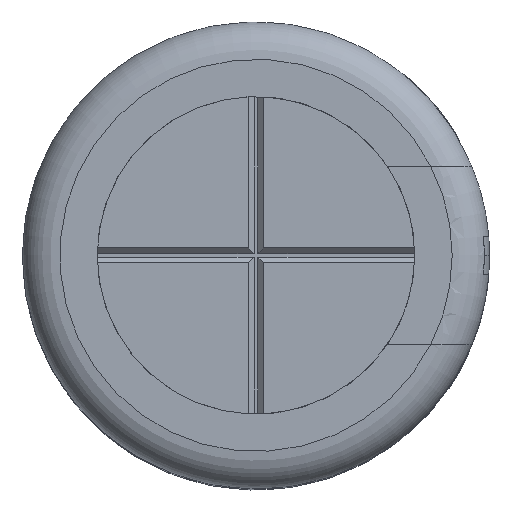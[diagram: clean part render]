
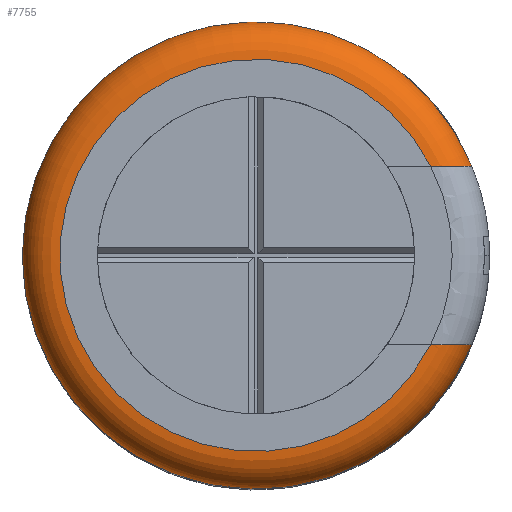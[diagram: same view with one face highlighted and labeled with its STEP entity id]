
A CAD part, top view. The second image highlights one B-rep face of the part: STEP entity #7755.
In plain terms, the highlighted toroidal (fillet/blend) face has major radius 5.25 mm and minor radius 1 mm.
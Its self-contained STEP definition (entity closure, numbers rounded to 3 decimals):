
#10 = AXIS2_PLACEMENT_3D ( 'NONE', #11097, #21403, #24445 ) ;
#719 = ORIENTED_EDGE ( 'NONE', *, *, #24371, .F. ) ;
#1072 = TOROIDAL_SURFACE ( 'NONE', #10, 5.25, 1. ) ;
#2043 = VERTEX_POINT ( 'NONE', #27630 ) ;
#3331 = CARTESIAN_POINT ( 'NONE',  ( -6.25, 0., 19.5 ) ) ;
#4038 = CARTESIAN_POINT ( 'NONE',  ( 5.627, 2.387, 20.025 ) ) ;
#4541 = EDGE_CURVE ( 'NONE', #18387, #21594, #13196, .T. ) ;
#4938 = CARTESIAN_POINT ( 'NONE',  ( 5.776, -2.387, 19.637 ) ) ;
#5845 = AXIS2_PLACEMENT_3D ( 'NONE', #7136, #17394, #15045 ) ;
#6356 = CIRCLE ( 'NONE', #5845, 6.25 ) ;
#6549 = CARTESIAN_POINT ( 'NONE',  ( 4.952, 2.387, 20.477 ) ) ;
#6878 = CARTESIAN_POINT ( 'NONE',  ( 5.738, 2.387, 19.772 ) ) ;
#7136 = CARTESIAN_POINT ( 'NONE',  ( 0., 0., 19.5 ) ) ;
#7440 = CARTESIAN_POINT ( 'NONE',  ( 5.627, -2.387, 20.024 ) ) ;
#7755 = ADVANCED_FACE ( 'NONE', ( #19210 ), #1072, .T. ) ;
#9923 = CARTESIAN_POINT ( 'NONE',  ( 5.745, -2.387, 19.775 ) ) ;
#11097 = CARTESIAN_POINT ( 'NONE',  ( 0., 0., 19.5 ) ) ;
#11123 = ORIENTED_EDGE ( 'NONE', *, *, #4541, .F. ) ;
#11504 = EDGE_CURVE ( 'NONE', #23546, #2043, #20014, .T. ) ;
#11768 = ORIENTED_EDGE ( 'NONE', *, *, #12039, .T. ) ;
#12039 = EDGE_CURVE ( 'NONE', #31113, #2043, #25380, .T. ) ;
#12117 = CARTESIAN_POINT ( 'NONE',  ( 5.541, -2.387, 20.136 ) ) ;
#13196 = CIRCLE ( 'NONE', #25096, 6.25 ) ;
#13557 = AXIS2_PLACEMENT_3D ( 'NONE', #17239, #27532, #30210 ) ;
#15045 = DIRECTION ( 'NONE',  ( 1., 0., 0. ) ) ;
#15166 = CARTESIAN_POINT ( 'NONE',  ( 5.228, -2.387, 20.407 ) ) ;
#16483 = CARTESIAN_POINT ( 'NONE',  ( 5.333, 2.387, 20.316 ) ) ;
#16561 = DIRECTION ( 'NONE',  ( 0., 0., -1. ) ) ;
#16661 = CARTESIAN_POINT ( 'NONE',  ( 5.776, -2.387, 19.5 ) ) ;
#16804 = CARTESIAN_POINT ( 'NONE',  ( 5.776, 2.387, 19.5 ) ) ;
#17239 = CARTESIAN_POINT ( 'NONE',  ( 0., 0., 20.5 ) ) ;
#17394 = DIRECTION ( 'NONE',  ( 0., 0., -1. ) ) ;
#18387 = VERTEX_POINT ( 'NONE', #3331 ) ;
#18416 = CARTESIAN_POINT ( 'NONE',  ( 0., 0., 19.5 ) ) ;
#18476 = ORIENTED_EDGE ( 'NONE', *, *, #29525, .T. ) ;
#19176 = CARTESIAN_POINT ( 'NONE',  ( 5.715, 2.387, 19.838 ) ) ;
#19210 = FACE_OUTER_BOUND ( 'NONE', #31239, .T. ) ;
#19353 = CARTESIAN_POINT ( 'NONE',  ( 4.676, 2.387, 20.5 ) ) ;
#20014 = CIRCLE ( 'NONE', #13557, 5.25 ) ;
#20398 = CARTESIAN_POINT ( 'NONE',  ( 4.676, -2.387, 20.5 ) ) ;
#21403 = DIRECTION ( 'NONE',  ( 0., 0., 1. ) ) ;
#21594 = VERTEX_POINT ( 'NONE', #24027 ) ;
#21613 = ORIENTED_EDGE ( 'NONE', *, *, #11504, .F. ) ;
#22938 = CARTESIAN_POINT ( 'NONE',  ( 4.95, -2.387, 20.5 ) ) ;
#23546 = VERTEX_POINT ( 'NONE', #25540 ) ;
#24027 = CARTESIAN_POINT ( 'NONE',  ( 5.776, 2.387, 19.5 ) ) ;
#24371 = EDGE_CURVE ( 'NONE', #31113, #18387, #6356, .T. ) ;
#24405 = CARTESIAN_POINT ( 'NONE',  ( 4.813, 2.387, 20.5 ) ) ;
#24445 = DIRECTION ( 'NONE',  ( 1., 0., 0. ) ) ;
#25096 = AXIS2_PLACEMENT_3D ( 'NONE', #18416, #16561, #29013 ) ;
#25380 = B_SPLINE_CURVE_WITH_KNOTS ( 'NONE', 3,
 ( #27984, #4938, #9923, #7440, #12117, #15166, #22938, #20398 ),
 .UNSPECIFIED., .F., .F.,
 ( 4, 2, 2, 4 ),
 ( 0.004, 0.004, 0.004, 0.005 ),
 .UNSPECIFIED. ) ;
#25540 = CARTESIAN_POINT ( 'NONE',  ( 4.676, 2.387, 20.5 ) ) ;
#26785 = CARTESIAN_POINT ( 'NONE',  ( 5.21, 2.387, 20.386 ) ) ;
#27272 = CARTESIAN_POINT ( 'NONE',  ( 5.776, 2.387, 19.57 ) ) ;
#27431 = CARTESIAN_POINT ( 'NONE',  ( 5.54, 2.387, 20.137 ) ) ;
#27532 = DIRECTION ( 'NONE',  ( 0., 0., 1. ) ) ;
#27630 = CARTESIAN_POINT ( 'NONE',  ( 4.676, -2.387, 20.5 ) ) ;
#27802 = B_SPLINE_CURVE_WITH_KNOTS ( 'NONE', 3,
 ( #19353, #24405, #6549, #26785, #16483, #27431, #4038, #19176, #6878, #29259, #27272, #16804 ),
 .UNSPECIFIED., .F., .F.,
 ( 4, 2, 2, 2, 2, 4 ),
 ( 0.001, 0.002, 0.002, 0.003, 0.003, 0.003 ),
 .UNSPECIFIED. ) ;
#27984 = CARTESIAN_POINT ( 'NONE',  ( 5.776, -2.387, 19.5 ) ) ;
#29013 = DIRECTION ( 'NONE',  ( 1., 0., 0. ) ) ;
#29259 = CARTESIAN_POINT ( 'NONE',  ( 5.768, 2.387, 19.638 ) ) ;
#29525 = EDGE_CURVE ( 'NONE', #23546, #21594, #27802, .T. ) ;
#30210 = DIRECTION ( 'NONE',  ( 1., 0., 0. ) ) ;
#31113 = VERTEX_POINT ( 'NONE', #16661 ) ;
#31239 = EDGE_LOOP ( 'NONE', ( #719, #11768, #21613, #18476, #11123 ) ) ;
